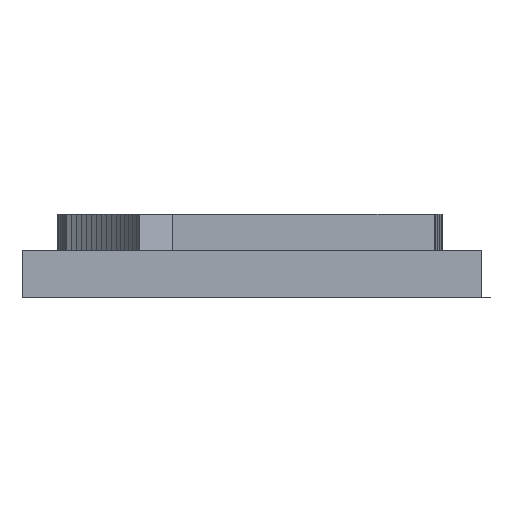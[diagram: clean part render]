
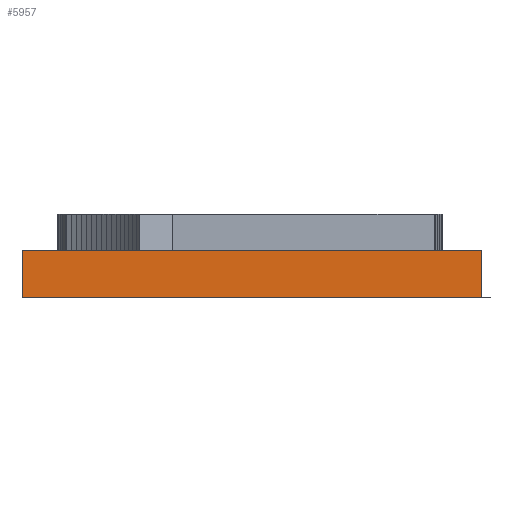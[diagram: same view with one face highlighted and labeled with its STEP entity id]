
A CAD part, left-side view. The second image highlights one B-rep face of the part: STEP entity #5957.
In plain terms, the highlighted planar face has unit normal (-1, 0, 0).
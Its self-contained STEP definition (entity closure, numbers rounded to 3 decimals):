
#5957 = ADVANCED_FACE('',(#5958),#5972,.F.);
#5958 = FACE_BOUND('',#5959,.F.);
#5959 = EDGE_LOOP('',(#5960,#5995,#6023,#6051));
#5960 = ORIENTED_EDGE('',*,*,#5961,.F.);
#5961 = EDGE_CURVE('',#5962,#5964,#5966,.T.);
#5962 = VERTEX_POINT('',#5963);
#5963 = CARTESIAN_POINT('',(0.,0.,0.));
#5964 = VERTEX_POINT('',#5965);
#5965 = CARTESIAN_POINT('',(0.,0.,8.));
#5966 = SURFACE_CURVE('',#5967,(#5971,#5983),.PCURVE_S1.);
#5967 = LINE('',#5968,#5969);
#5968 = CARTESIAN_POINT('',(0.,0.,0.));
#5969 = VECTOR('',#5970,1.);
#5970 = DIRECTION('',(0.,0.,1.));
#5971 = PCURVE('',#5972,#5977);
#5972 = PLANE('',#5973);
#5973 = AXIS2_PLACEMENT_3D('',#5974,#5975,#5976);
#5974 = CARTESIAN_POINT('',(0.,0.,0.));
#5975 = DIRECTION('',(1.,0.,0.));
#5976 = DIRECTION('',(0.,0.,1.));
#5977 = DEFINITIONAL_REPRESENTATION('',(#5978),#5982);
#5978 = LINE('',#5979,#5980);
#5979 = CARTESIAN_POINT('',(0.,0.));
#5980 = VECTOR('',#5981,1.);
#5981 = DIRECTION('',(1.,0.));
#5982 = ( GEOMETRIC_REPRESENTATION_CONTEXT(2) 
PARAMETRIC_REPRESENTATION_CONTEXT() REPRESENTATION_CONTEXT('2D SPACE',''
  ) );
#5983 = PCURVE('',#5984,#5989);
#5984 = PLANE('',#5985);
#5985 = AXIS2_PLACEMENT_3D('',#5986,#5987,#5988);
#5986 = CARTESIAN_POINT('',(0.,0.,0.));
#5987 = DIRECTION('',(0.,1.,0.));
#5988 = DIRECTION('',(0.,0.,1.));
#5989 = DEFINITIONAL_REPRESENTATION('',(#5990),#5994);
#5990 = LINE('',#5991,#5992);
#5991 = CARTESIAN_POINT('',(0.,0.));
#5992 = VECTOR('',#5993,1.);
#5993 = DIRECTION('',(1.,0.));
#5994 = ( GEOMETRIC_REPRESENTATION_CONTEXT(2) 
PARAMETRIC_REPRESENTATION_CONTEXT() REPRESENTATION_CONTEXT('2D SPACE',''
  ) );
#5995 = ORIENTED_EDGE('',*,*,#5996,.T.);
#5996 = EDGE_CURVE('',#5962,#5997,#5999,.T.);
#5997 = VERTEX_POINT('',#5998);
#5998 = CARTESIAN_POINT('',(0.,77.,0.));
#5999 = SURFACE_CURVE('',#6000,(#6004,#6011),.PCURVE_S1.);
#6000 = LINE('',#6001,#6002);
#6001 = CARTESIAN_POINT('',(0.,0.,0.));
#6002 = VECTOR('',#6003,1.);
#6003 = DIRECTION('',(0.,1.,0.));
#6004 = PCURVE('',#5972,#6005);
#6005 = DEFINITIONAL_REPRESENTATION('',(#6006),#6010);
#6006 = LINE('',#6007,#6008);
#6007 = CARTESIAN_POINT('',(0.,0.));
#6008 = VECTOR('',#6009,1.);
#6009 = DIRECTION('',(0.,-1.));
#6010 = ( GEOMETRIC_REPRESENTATION_CONTEXT(2) 
PARAMETRIC_REPRESENTATION_CONTEXT() REPRESENTATION_CONTEXT('2D SPACE',''
  ) );
#6011 = PCURVE('',#6012,#6017);
#6012 = PLANE('',#6013);
#6013 = AXIS2_PLACEMENT_3D('',#6014,#6015,#6016);
#6014 = CARTESIAN_POINT('',(0.,0.,0.));
#6015 = DIRECTION('',(0.,0.,1.));
#6016 = DIRECTION('',(1.,0.,0.));
#6017 = DEFINITIONAL_REPRESENTATION('',(#6018),#6022);
#6018 = LINE('',#6019,#6020);
#6019 = CARTESIAN_POINT('',(0.,0.));
#6020 = VECTOR('',#6021,1.);
#6021 = DIRECTION('',(0.,1.));
#6022 = ( GEOMETRIC_REPRESENTATION_CONTEXT(2) 
PARAMETRIC_REPRESENTATION_CONTEXT() REPRESENTATION_CONTEXT('2D SPACE',''
  ) );
#6023 = ORIENTED_EDGE('',*,*,#6024,.T.);
#6024 = EDGE_CURVE('',#5997,#6025,#6027,.T.);
#6025 = VERTEX_POINT('',#6026);
#6026 = CARTESIAN_POINT('',(0.,77.,8.));
#6027 = SURFACE_CURVE('',#6028,(#6032,#6039),.PCURVE_S1.);
#6028 = LINE('',#6029,#6030);
#6029 = CARTESIAN_POINT('',(0.,77.,0.));
#6030 = VECTOR('',#6031,1.);
#6031 = DIRECTION('',(0.,0.,1.));
#6032 = PCURVE('',#5972,#6033);
#6033 = DEFINITIONAL_REPRESENTATION('',(#6034),#6038);
#6034 = LINE('',#6035,#6036);
#6035 = CARTESIAN_POINT('',(0.,-77.));
#6036 = VECTOR('',#6037,1.);
#6037 = DIRECTION('',(1.,0.));
#6038 = ( GEOMETRIC_REPRESENTATION_CONTEXT(2) 
PARAMETRIC_REPRESENTATION_CONTEXT() REPRESENTATION_CONTEXT('2D SPACE',''
  ) );
#6039 = PCURVE('',#6040,#6045);
#6040 = PLANE('',#6041);
#6041 = AXIS2_PLACEMENT_3D('',#6042,#6043,#6044);
#6042 = CARTESIAN_POINT('',(0.,77.,0.));
#6043 = DIRECTION('',(0.,1.,0.));
#6044 = DIRECTION('',(0.,0.,1.));
#6045 = DEFINITIONAL_REPRESENTATION('',(#6046),#6050);
#6046 = LINE('',#6047,#6048);
#6047 = CARTESIAN_POINT('',(0.,0.));
#6048 = VECTOR('',#6049,1.);
#6049 = DIRECTION('',(1.,0.));
#6050 = ( GEOMETRIC_REPRESENTATION_CONTEXT(2) 
PARAMETRIC_REPRESENTATION_CONTEXT() REPRESENTATION_CONTEXT('2D SPACE',''
  ) );
#6051 = ORIENTED_EDGE('',*,*,#6052,.F.);
#6052 = EDGE_CURVE('',#5964,#6025,#6053,.T.);
#6053 = SURFACE_CURVE('',#6054,(#6058,#6065),.PCURVE_S1.);
#6054 = LINE('',#6055,#6056);
#6055 = CARTESIAN_POINT('',(0.,0.,8.));
#6056 = VECTOR('',#6057,1.);
#6057 = DIRECTION('',(0.,1.,0.));
#6058 = PCURVE('',#5972,#6059);
#6059 = DEFINITIONAL_REPRESENTATION('',(#6060),#6064);
#6060 = LINE('',#6061,#6062);
#6061 = CARTESIAN_POINT('',(8.,0.));
#6062 = VECTOR('',#6063,1.);
#6063 = DIRECTION('',(0.,-1.));
#6064 = ( GEOMETRIC_REPRESENTATION_CONTEXT(2) 
PARAMETRIC_REPRESENTATION_CONTEXT() REPRESENTATION_CONTEXT('2D SPACE',''
  ) );
#6065 = PCURVE('',#6066,#6071);
#6066 = PLANE('',#6067);
#6067 = AXIS2_PLACEMENT_3D('',#6068,#6069,#6070);
#6068 = CARTESIAN_POINT('',(0.,0.,8.));
#6069 = DIRECTION('',(0.,0.,1.));
#6070 = DIRECTION('',(1.,0.,0.));
#6071 = DEFINITIONAL_REPRESENTATION('',(#6072),#6076);
#6072 = LINE('',#6073,#6074);
#6073 = CARTESIAN_POINT('',(0.,0.));
#6074 = VECTOR('',#6075,1.);
#6075 = DIRECTION('',(0.,1.));
#6076 = ( GEOMETRIC_REPRESENTATION_CONTEXT(2) 
PARAMETRIC_REPRESENTATION_CONTEXT() REPRESENTATION_CONTEXT('2D SPACE',''
  ) );
